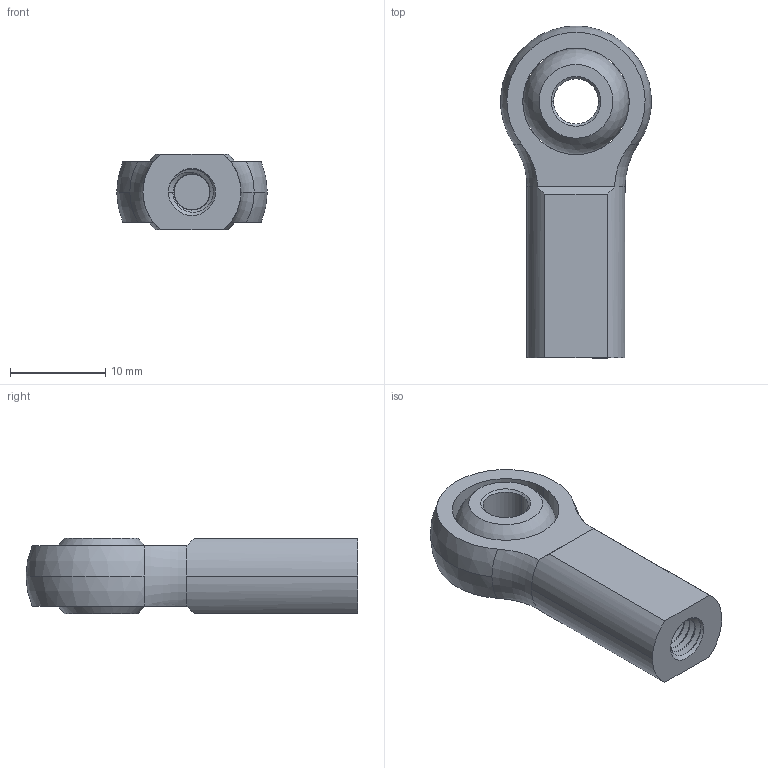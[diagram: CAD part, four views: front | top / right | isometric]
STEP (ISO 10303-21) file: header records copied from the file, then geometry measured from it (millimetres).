
FILE_DESCRIPTION (( 'STEP AP214' ), '1' );
FILE_NAME ('WCP-0019 Rev1.STEP', '2017-01-03T08:04:05', ( '' ), ( '' ), 'SwSTEP 2.0', 'SolidWorks 2016', '' );
FILE_SCHEMA (( 'AUTOMOTIVE_DESIGN' ));
Length unit declared in the file: inch
Products named in the file (1): WCP-0019 Rev1
Bounding box: 15.84 x 34.92 x 7.94 mm (x, y, z)
Volume: 2296.6 mm3; surface area: 2069.6 mm2
Topology: 2 solids, 2 shells, 66 faces, 176 edges, 115 vertices
Faces by surface type: cylinder 40, plane 10, cone 6, sphere 4, torus 3, bspline 3
Entity records: 4745 total; most frequent: CARTESIAN_POINT 3259, ORIENTED_EDGE 348, DIRECTION 257, EDGE_CURVE 174, VERTEX_POINT 115, AXIS2_PLACEMENT_3D 102, EDGE_LOOP 73, FACE_OUTER_BOUND 66
